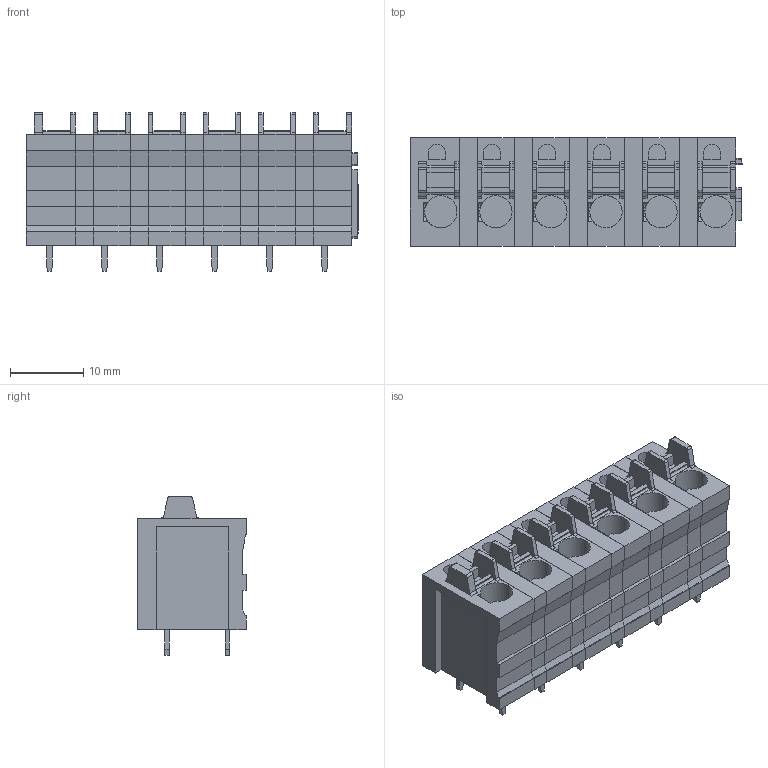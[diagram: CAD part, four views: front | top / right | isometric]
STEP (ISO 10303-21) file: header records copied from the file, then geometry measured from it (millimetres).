
FILE_DESCRIPTION(('CATIA V5 STEP Exchange','CAx-IF Rec.Pracs.--- Model Styling and Organization---1.4--- 2014-01-23'),'2;1');
FILE_NAME ('1296400-1_0', '2022-05-31T06:45:29+00:00', ('none'), ('Weidmueller'), 'CATIA Version 5-6 Release 2016 SP3 HF44', 'CATIA V5 STEP AP214', 'none');
FILE_SCHEMA(('AUTOMOTIVE_DESIGN { 1 0 10303 214 1 1 1 1 }'));
Length unit declared in the file: millimetre
Products named in the file (1): 2774800000
Bounding box: 45.23 x 14.8 x 21.6 mm (x, y, z)
Volume: 9149.7 mm3; surface area: 8992.9 mm2
Topology: 23 solids, 23 shells, 550 faces, 1467 edges, 978 vertices
Faces by surface type: plane 445, cylinder 105
Entity records: 17462 total; most frequent: CARTESIAN_POINT 3474, ORIENTED_EDGE 2934, DIRECTION 2402, EDGE_CURVE 1467, VECTOR 1245, LINE 1245, VERTEX_POINT 978, AXIS2_PLACEMENT_3D 663
